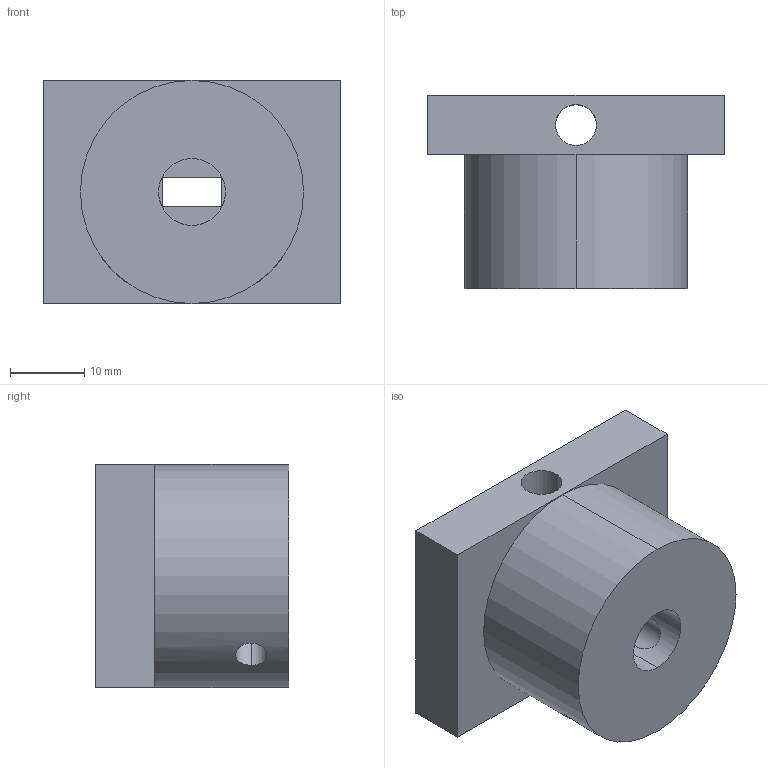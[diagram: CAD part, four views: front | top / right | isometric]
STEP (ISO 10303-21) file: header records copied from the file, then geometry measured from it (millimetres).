
FILE_DESCRIPTION (( 'STEP AP203' ), '1' );
FILE_NAME ('Base on axle V3.1_Default_sldprt.STEP', '2023-04-20T12:24:36', ( '' ), ( '' ), 'SwSTEP 2.0', 'SolidWorks 2021', '' );
FILE_SCHEMA (( 'CONFIG_CONTROL_DESIGN' ));
Length unit declared in the file: millimetre
Products named in the file (1): Base on axle V3.1_Default_sldprt
Bounding box: 39.8 x 25.95 x 30 mm (x, y, z)
Volume: 19459 mm3; surface area: 6692.5 mm2
Topology: 1 solids, 1 shells, 35 faces, 86 edges, 56 vertices
Faces by surface type: plane 19, cylinder 16
Entity records: 1341 total; most frequent: CARTESIAN_POINT 402, DIRECTION 174, ORIENTED_EDGE 172, EDGE_CURVE 86, AXIS2_PLACEMENT_3D 60, VERTEX_POINT 56, VECTOR 54, LINE 54
